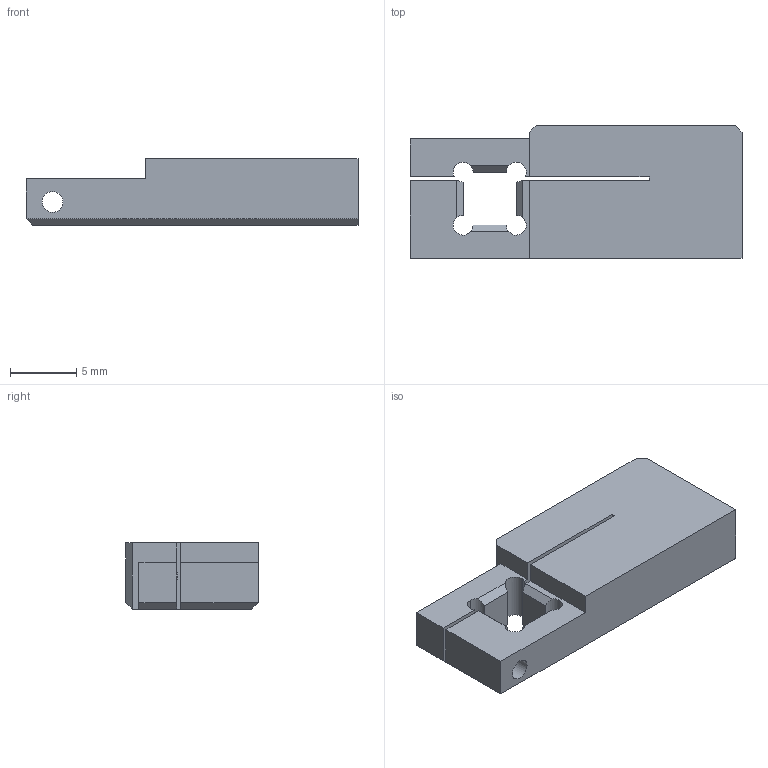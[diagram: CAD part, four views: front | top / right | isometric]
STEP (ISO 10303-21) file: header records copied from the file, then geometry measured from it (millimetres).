
FILE_DESCRIPTION(('CATIA V5 STEP'),'2;1');
FILE_NAME('bloc_6Maker.stp','2018-01-30T17:27:46+00:00',('none'),('none'),'CATIA Version 5 Release 21 GA (IN-10)','CATIA V5 STEP AP203','none');
FILE_SCHEMA(('CONFIG_CONTROL_DESIGN'));
Length unit declared in the file: millimetre
Products named in the file (1): bloc_6Maker
Bounding box: 25 x 10 x 5 mm (x, y, z)
Volume: 667.5 mm3; surface area: 1271.4 mm2
Topology: 1 solids, 1 shells, 51 faces, 151 edges, 100 vertices
Faces by surface type: plane 33, cylinder 18
Entity records: 1658 total; most frequent: CARTESIAN_POINT 320, ORIENTED_EDGE 302, DIRECTION 210, EDGE_CURVE 151, VECTOR 102, LINE 102, VERTEX_POINT 100, AXIS2_PLACEMENT_3D 74
